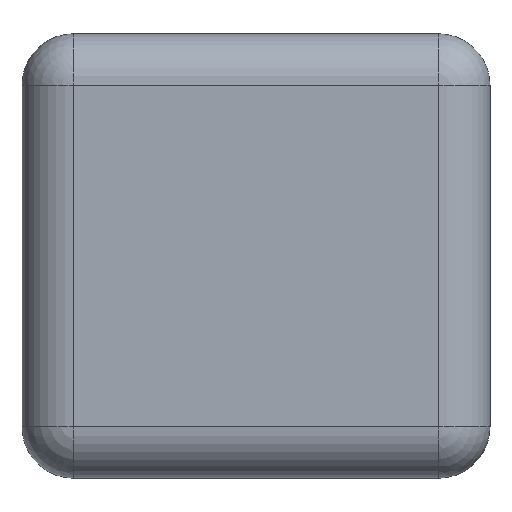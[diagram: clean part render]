
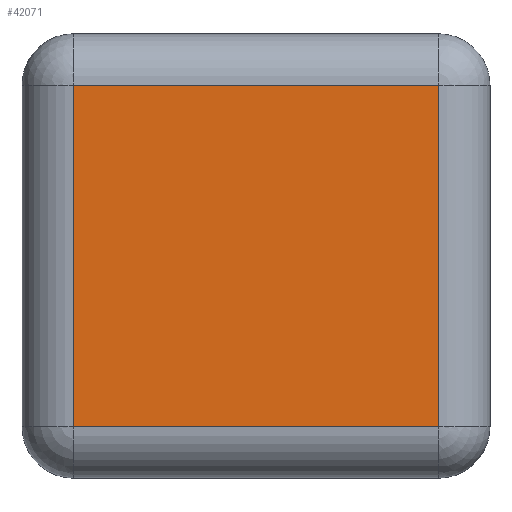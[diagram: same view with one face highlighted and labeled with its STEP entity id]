
A CAD part, front view. The second image highlights one B-rep face of the part: STEP entity #42071.
In plain terms, the highlighted planar face has unit normal (0, -1, 0).
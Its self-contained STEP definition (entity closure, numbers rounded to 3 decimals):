
#5418 = LINE ( 'NONE', #20667, #47914 ) ;
#5494 = AXIS2_PLACEMENT_3D ( 'NONE', #20187, #38169, #34902 ) ;
#6839 = EDGE_CURVE ( 'NONE', #41779, #27967, #14917, .T. ) ;
#7666 = DIRECTION ( 'NONE',  ( 0., 0., 1. ) ) ;
#8658 = ORIENTED_EDGE ( 'NONE', *, *, #20218, .T. ) ;
#9196 = CARTESIAN_POINT ( 'NONE',  ( -283.679, -371.232, -345.352 ) ) ;
#9328 = VECTOR ( 'NONE', #20456, 1000. ) ;
#10713 = EDGE_CURVE ( 'NONE', #27967, #48421, #32004, .T. ) ;
#13585 = CARTESIAN_POINT ( 'NONE',  ( -283.679, -371.232, 265.352 ) ) ;
#14291 = CARTESIAN_POINT ( 'NONE',  ( 283.679, -371.232, -265.352 ) ) ;
#14917 = LINE ( 'NONE', #37667, #21312 ) ;
#16880 = VECTOR ( 'NONE', #47964, 1000. ) ;
#19429 = VERTEX_POINT ( 'NONE', #32472 ) ;
#19633 = EDGE_LOOP ( 'NONE', ( #44906, #47931, #8658, #30102 ) ) ;
#20187 = CARTESIAN_POINT ( 'NONE',  ( 0., -371.232, 0. ) ) ;
#20218 = EDGE_CURVE ( 'NONE', #48421, #19429, #43136, .T. ) ;
#20456 = DIRECTION ( 'NONE',  ( 0., 0., -1. ) ) ;
#20667 = CARTESIAN_POINT ( 'NONE',  ( 363.679, -371.232, -265.352 ) ) ;
#21312 = VECTOR ( 'NONE', #7666, 1000. ) ;
#22945 = PLANE ( 'NONE',  #5494 ) ;
#24266 = CARTESIAN_POINT ( 'NONE',  ( -363.679, -371.232, 265.352 ) ) ;
#27967 = VERTEX_POINT ( 'NONE', #38276 ) ;
#30102 = ORIENTED_EDGE ( 'NONE', *, *, #48894, .T. ) ;
#32004 = LINE ( 'NONE', #24266, #16880 ) ;
#32472 = CARTESIAN_POINT ( 'NONE',  ( -283.679, -371.232, -265.352 ) ) ;
#34902 = DIRECTION ( 'NONE',  ( 0., 0., 1. ) ) ;
#35881 = DIRECTION ( 'NONE',  ( 1., 0., 0. ) ) ;
#37667 = CARTESIAN_POINT ( 'NONE',  ( 283.679, -371.232, 345.352 ) ) ;
#38169 = DIRECTION ( 'NONE',  ( 0., 1., 0. ) ) ;
#38276 = CARTESIAN_POINT ( 'NONE',  ( 283.679, -371.232, 265.352 ) ) ;
#41779 = VERTEX_POINT ( 'NONE', #14291 ) ;
#42071 = ADVANCED_FACE ( 'NONE', ( #45891 ), #22945, .F. ) ;
#43136 = LINE ( 'NONE', #9196, #9328 ) ;
#44906 = ORIENTED_EDGE ( 'NONE', *, *, #6839, .T. ) ;
#45891 = FACE_OUTER_BOUND ( 'NONE', #19633, .T. ) ;
#47914 = VECTOR ( 'NONE', #35881, 1000. ) ;
#47931 = ORIENTED_EDGE ( 'NONE', *, *, #10713, .T. ) ;
#47964 = DIRECTION ( 'NONE',  ( -1., 0., 0. ) ) ;
#48421 = VERTEX_POINT ( 'NONE', #13585 ) ;
#48894 = EDGE_CURVE ( 'NONE', #19429, #41779, #5418, .T. ) ;
